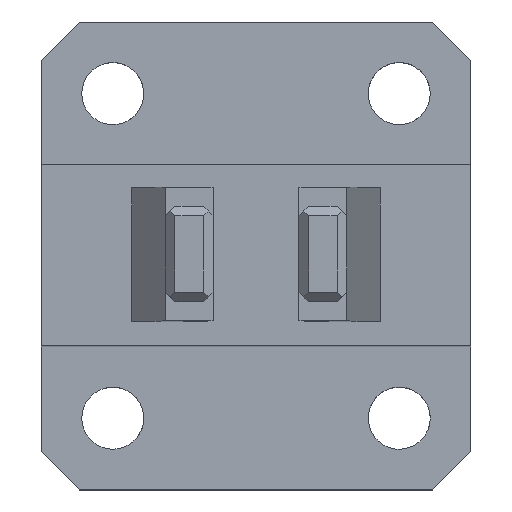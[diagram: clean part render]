
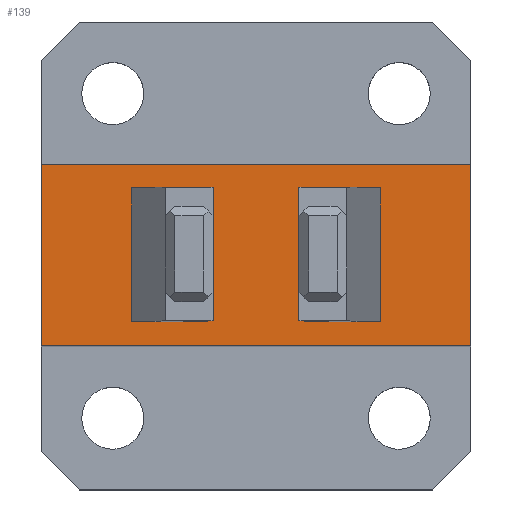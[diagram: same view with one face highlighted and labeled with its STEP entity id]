
A CAD part, top view. The second image highlights one B-rep face of the part: STEP entity #139.
In plain terms, the highlighted planar face has unit normal (0, 0, 1).
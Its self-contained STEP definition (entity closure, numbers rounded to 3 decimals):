
#35=AXIS2_PLACEMENT_3D('Plane Axis2P3D',#32,#33,#34) ;
#32=CARTESIAN_POINT('Axis2P3D Location',(0.,0.,0.)) ;
#37=CARTESIAN_POINT('Line Origine',(-22.5,0.,0.)) ;
#41=CARTESIAN_POINT('Vertex',(-22.5,9.5,0.)) ;
#43=CARTESIAN_POINT('Vertex',(-22.5,-9.5,0.)) ;
#46=CARTESIAN_POINT('Line Origine',(0.,-9.5,0.)) ;
#50=CARTESIAN_POINT('Vertex',(22.5,-9.5,0.)) ;
#53=CARTESIAN_POINT('Line Origine',(22.5,0.,0.)) ;
#57=CARTESIAN_POINT('Vertex',(22.5,9.5,0.)) ;
#60=CARTESIAN_POINT('Line Origine',(0.,9.5,0.)) ;
#71=CARTESIAN_POINT('Line Origine',(13.019,0.,0.)) ;
#75=CARTESIAN_POINT('Vertex',(13.019,-7.,0.)) ;
#77=CARTESIAN_POINT('Vertex',(13.019,7.,0.)) ;
#80=CARTESIAN_POINT('Line Origine',(10.509,-7.,0.)) ;
#84=CARTESIAN_POINT('Vertex',(8.,-7.,0.)) ;
#87=CARTESIAN_POINT('Line Origine',(8.,0.,0.)) ;
#91=CARTESIAN_POINT('Vertex',(8.,7.,0.)) ;
#94=CARTESIAN_POINT('Line Origine',(10.509,7.,0.)) ;
#105=CARTESIAN_POINT('Line Origine',(-13.019,0.,0.)) ;
#109=CARTESIAN_POINT('Vertex',(-13.019,-7.,0.)) ;
#111=CARTESIAN_POINT('Vertex',(-13.019,7.,0.)) ;
#114=CARTESIAN_POINT('Line Origine',(-10.509,7.,0.)) ;
#118=CARTESIAN_POINT('Vertex',(-8.,7.,0.)) ;
#121=CARTESIAN_POINT('Line Origine',(-8.,0.,0.)) ;
#125=CARTESIAN_POINT('Vertex',(-8.,-7.,0.)) ;
#128=CARTESIAN_POINT('Line Origine',(-10.509,-7.,0.)) ;
#33=DIRECTION('Axis2P3D Direction',(0.,0.,1.)) ;
#34=DIRECTION('Axis2P3D XDirection',(0.,-1.,0.)) ;
#38=DIRECTION('Vector Direction',(0.,-1.,0.)) ;
#47=DIRECTION('Vector Direction',(1.,0.,0.)) ;
#54=DIRECTION('Vector Direction',(0.,1.,0.)) ;
#61=DIRECTION('Vector Direction',(1.,0.,0.)) ;
#72=DIRECTION('Vector Direction',(0.,1.,0.)) ;
#81=DIRECTION('Vector Direction',(1.,0.,0.)) ;
#88=DIRECTION('Vector Direction',(0.,1.,0.)) ;
#95=DIRECTION('Vector Direction',(1.,0.,0.)) ;
#106=DIRECTION('Vector Direction',(0.,1.,0.)) ;
#115=DIRECTION('Vector Direction',(-1.,0.,0.)) ;
#122=DIRECTION('Vector Direction',(0.,1.,0.)) ;
#129=DIRECTION('Vector Direction',(-1.,0.,0.)) ;
#39=VECTOR('Line Direction',#38,1.) ;
#48=VECTOR('Line Direction',#47,1.) ;
#55=VECTOR('Line Direction',#54,1.) ;
#62=VECTOR('Line Direction',#61,1.) ;
#73=VECTOR('Line Direction',#72,1.) ;
#82=VECTOR('Line Direction',#81,1.) ;
#89=VECTOR('Line Direction',#88,1.) ;
#96=VECTOR('Line Direction',#95,1.) ;
#107=VECTOR('Line Direction',#106,1.) ;
#116=VECTOR('Line Direction',#115,1.) ;
#123=VECTOR('Line Direction',#122,1.) ;
#130=VECTOR('Line Direction',#129,1.) ;
#66=ORIENTED_EDGE('',*,*,#45,.T.) ;
#67=ORIENTED_EDGE('',*,*,#52,.T.) ;
#68=ORIENTED_EDGE('',*,*,#59,.T.) ;
#69=ORIENTED_EDGE('',*,*,#64,.F.) ;
#100=ORIENTED_EDGE('',*,*,#79,.F.) ;
#101=ORIENTED_EDGE('',*,*,#86,.F.) ;
#102=ORIENTED_EDGE('',*,*,#93,.T.) ;
#103=ORIENTED_EDGE('',*,*,#98,.T.) ;
#134=ORIENTED_EDGE('',*,*,#113,.T.) ;
#135=ORIENTED_EDGE('',*,*,#120,.F.) ;
#136=ORIENTED_EDGE('',*,*,#127,.F.) ;
#137=ORIENTED_EDGE('',*,*,#132,.T.) ;
#104=FACE_BOUND('',#99,.T.) ;
#138=FACE_BOUND('',#133,.T.) ;
#139=ADVANCED_FACE('01_SVS01_\X2\89D2578B30C130E530FC30EA30C330D730593063307D3093672C4F53\X0\',(#70,#104,#138),#36,.T.) ;
#45=EDGE_CURVE('',#42,#44,#40,.T.) ;
#52=EDGE_CURVE('',#44,#51,#49,.T.) ;
#59=EDGE_CURVE('',#51,#58,#56,.T.) ;
#64=EDGE_CURVE('',#42,#58,#63,.T.) ;
#79=EDGE_CURVE('',#76,#78,#74,.T.) ;
#86=EDGE_CURVE('',#85,#76,#83,.T.) ;
#93=EDGE_CURVE('',#85,#92,#90,.T.) ;
#98=EDGE_CURVE('',#92,#78,#97,.T.) ;
#113=EDGE_CURVE('',#110,#112,#108,.T.) ;
#120=EDGE_CURVE('',#119,#112,#117,.T.) ;
#127=EDGE_CURVE('',#126,#119,#124,.T.) ;
#132=EDGE_CURVE('',#126,#110,#131,.T.) ;
#65=EDGE_LOOP('',(#66,#67,#68,#69)) ;
#99=EDGE_LOOP('',(#100,#101,#102,#103)) ;
#133=EDGE_LOOP('',(#134,#135,#136,#137)) ;
#70=FACE_OUTER_BOUND('',#65,.T.) ;
#40=LINE('Line',#37,#39) ;
#49=LINE('Line',#46,#48) ;
#56=LINE('Line',#53,#55) ;
#63=LINE('Line',#60,#62) ;
#74=LINE('Line',#71,#73) ;
#83=LINE('Line',#80,#82) ;
#90=LINE('Line',#87,#89) ;
#97=LINE('Line',#94,#96) ;
#108=LINE('Line',#105,#107) ;
#117=LINE('Line',#114,#116) ;
#124=LINE('Line',#121,#123) ;
#131=LINE('Line',#128,#130) ;
#36=PLANE('Plane',#35) ;
#42=VERTEX_POINT('',#41) ;
#44=VERTEX_POINT('',#43) ;
#51=VERTEX_POINT('',#50) ;
#58=VERTEX_POINT('',#57) ;
#76=VERTEX_POINT('',#75) ;
#78=VERTEX_POINT('',#77) ;
#85=VERTEX_POINT('',#84) ;
#92=VERTEX_POINT('',#91) ;
#110=VERTEX_POINT('',#109) ;
#112=VERTEX_POINT('',#111) ;
#119=VERTEX_POINT('',#118) ;
#126=VERTEX_POINT('',#125) ;
